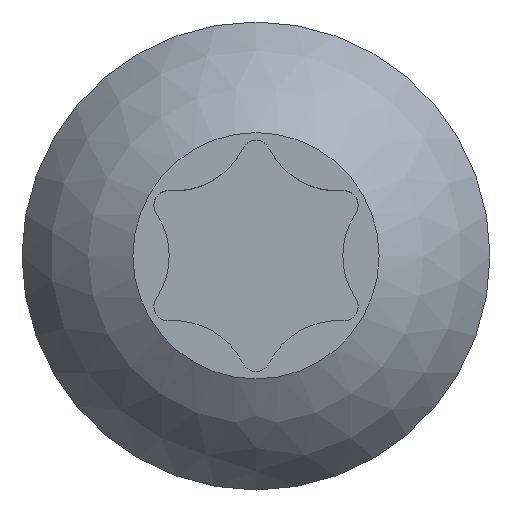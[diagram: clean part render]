
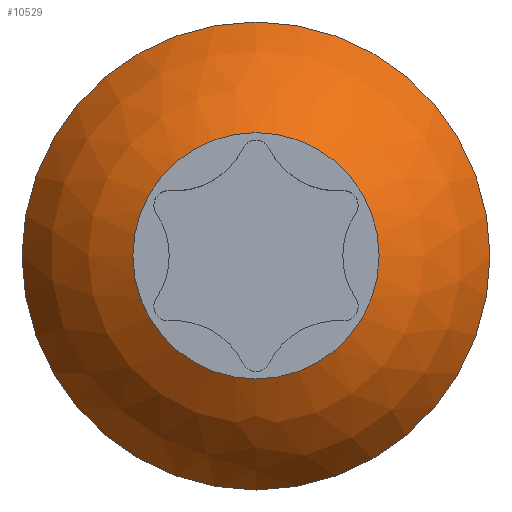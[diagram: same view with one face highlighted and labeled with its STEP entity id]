
A CAD part, top view. The second image highlights one B-rep face of the part: STEP entity #10529.
In plain terms, the highlighted spherical face has radius 3.172 mm.
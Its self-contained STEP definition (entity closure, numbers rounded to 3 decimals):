
#1226 = DIRECTION ( 'NONE',  ( 0., 0., 1. ) ) ;
#1241 = CARTESIAN_POINT ( 'NONE',  ( 0., 0., 20.248 ) ) ;
#1529 = EDGE_CURVE ( 'NONE', #18777, #11322, #12460, .T. ) ;
#1951 = CIRCLE ( 'NONE', #18866, 1.5 ) ;
#1997 = AXIS2_PLACEMENT_3D ( 'NONE', #8973, #1226, #10298 ) ;
#2585 = DIRECTION ( 'NONE',  ( 0., -1., 0. ) ) ;
#3111 = SPHERICAL_SURFACE ( 'NONE', #13024, 3.172 ) ;
#3970 = CARTESIAN_POINT ( 'NONE',  ( 0., -2.85, 20.248 ) ) ;
#4009 = AXIS2_PLACEMENT_3D ( 'NONE', #8204, #17384, #18902 ) ;
#5936 = CARTESIAN_POINT ( 'NONE',  ( 0., 0., 21.65 ) ) ;
#8204 = CARTESIAN_POINT ( 'NONE',  ( 0., 0., 20.248 ) ) ;
#8909 = DIRECTION ( 'NONE',  ( 0., 0., 1. ) ) ;
#8973 = CARTESIAN_POINT ( 'NONE',  ( 0., 0., 21.65 ) ) ;
#9033 = CARTESIAN_POINT ( 'NONE',  ( 0., -1.5, 21.65 ) ) ;
#9542 = FACE_OUTER_BOUND ( 'NONE', #10713, .T. ) ;
#10152 = CIRCLE ( 'NONE', #1997, 1.5 ) ;
#10298 = DIRECTION ( 'NONE',  ( 0., -1., 0. ) ) ;
#10501 = VERTEX_POINT ( 'NONE', #9033 ) ;
#10529 = ADVANCED_FACE ( 'NONE', ( #17065, #9542 ), #3111, .T. ) ;
#10713 = EDGE_LOOP ( 'NONE', ( #19449, #14174 ) ) ;
#11171 = DIRECTION ( 'NONE',  ( 0., -1., 0. ) ) ;
#11322 = VERTEX_POINT ( 'NONE', #12412 ) ;
#12375 = ORIENTED_EDGE ( 'NONE', *, *, #13870, .F. ) ;
#12395 = AXIS2_PLACEMENT_3D ( 'NONE', #1241, #13956, #16912 ) ;
#12412 = CARTESIAN_POINT ( 'NONE',  ( 0., 2.85, 20.248 ) ) ;
#12460 = CIRCLE ( 'NONE', #4009, 2.85 ) ;
#13024 = AXIS2_PLACEMENT_3D ( 'NONE', #14110, #15734, #11171 ) ;
#13085 = CARTESIAN_POINT ( 'NONE',  ( 0., 1.5, 21.65 ) ) ;
#13870 = EDGE_CURVE ( 'NONE', #10501, #15997, #10152, .T. ) ;
#13956 = DIRECTION ( 'NONE',  ( 0., 0., 1. ) ) ;
#14110 = CARTESIAN_POINT ( 'NONE',  ( 0., 0., 18.855 ) ) ;
#14174 = ORIENTED_EDGE ( 'NONE', *, *, #15055, .T. ) ;
#15034 = ORIENTED_EDGE ( 'NONE', *, *, #17229, .F. ) ;
#15055 = EDGE_CURVE ( 'NONE', #11322, #18777, #16923, .T. ) ;
#15734 = DIRECTION ( 'NONE',  ( 0., 0., -1. ) ) ;
#15848 = EDGE_LOOP ( 'NONE', ( #12375, #15034 ) ) ;
#15997 = VERTEX_POINT ( 'NONE', #13085 ) ;
#16912 = DIRECTION ( 'NONE',  ( 0., -1., 0. ) ) ;
#16923 = CIRCLE ( 'NONE', #12395, 2.85 ) ;
#17065 = FACE_BOUND ( 'NONE', #15848, .T. ) ;
#17229 = EDGE_CURVE ( 'NONE', #15997, #10501, #1951, .T. ) ;
#17384 = DIRECTION ( 'NONE',  ( 0., 0., 1. ) ) ;
#18777 = VERTEX_POINT ( 'NONE', #3970 ) ;
#18866 = AXIS2_PLACEMENT_3D ( 'NONE', #5936, #8909, #2585 ) ;
#18902 = DIRECTION ( 'NONE',  ( 0., -1., 0. ) ) ;
#19449 = ORIENTED_EDGE ( 'NONE', *, *, #1529, .T. ) ;
